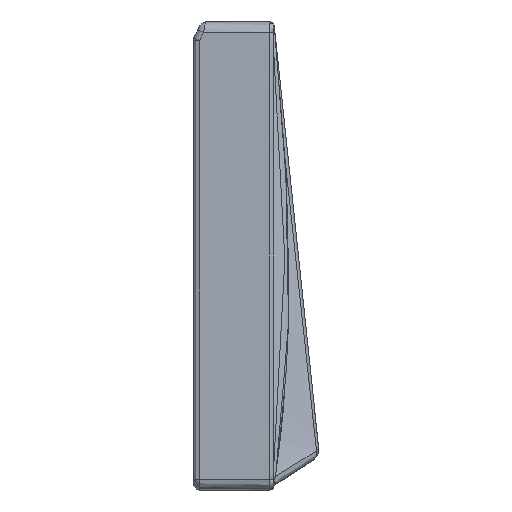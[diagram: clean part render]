
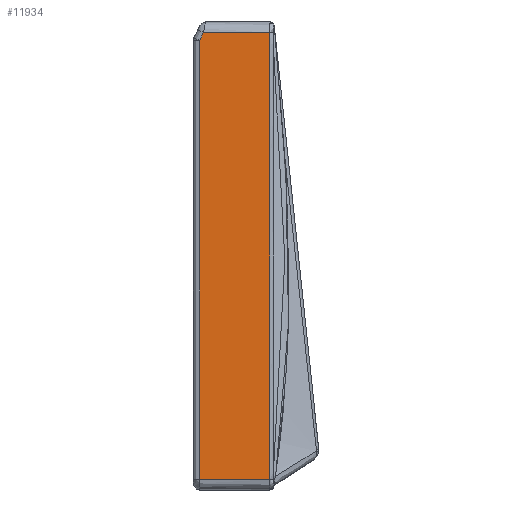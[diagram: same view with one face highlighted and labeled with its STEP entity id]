
A CAD part, left-side view. The second image highlights one B-rep face of the part: STEP entity #11934.
In plain terms, the highlighted planar face has unit normal (-1, 0, 0).
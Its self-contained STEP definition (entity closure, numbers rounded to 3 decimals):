
#274=PLANE('',#12654);
#1052=FACE_OUTER_BOUND('',#1760,.T.);
#1760=EDGE_LOOP('',(#10051,#10052,#10053,#10054,#10055));
#3236=LINE('',#30447,#4050);
#3409=LINE('',#32079,#4223);
#3420=LINE('',#32137,#4234);
#3422=LINE('',#32151,#4236);
#3538=LINE('',#32685,#4352);
#4050=VECTOR('',#13862,1000.);
#4223=VECTOR('',#14303,1.5);
#4234=VECTOR('',#14344,10.);
#4236=VECTOR('',#14350,1000.);
#4352=VECTOR('',#14600,10.);
#5239=VERTEX_POINT('',#30437);
#5240=VERTEX_POINT('',#30446);
#5431=VERTEX_POINT('',#32026);
#5438=VERTEX_POINT('',#32075);
#5452=VERTEX_POINT('',#32150);
#6703=EDGE_CURVE('',#5240,#5239,#3236,.T.);
#7039=EDGE_CURVE('',#5438,#5431,#3409,.T.);
#7061=EDGE_CURVE('',#5240,#5438,#3420,.T.);
#7063=EDGE_CURVE('',#5452,#5431,#3422,.T.);
#7234=EDGE_CURVE('',#5239,#5452,#3538,.T.);
#10051=ORIENTED_EDGE('',*,*,#7061,.F.);
#10052=ORIENTED_EDGE('',*,*,#6703,.T.);
#10053=ORIENTED_EDGE('',*,*,#7234,.T.);
#10054=ORIENTED_EDGE('',*,*,#7063,.T.);
#10055=ORIENTED_EDGE('',*,*,#7039,.F.);
#11934=ADVANCED_FACE('',(#1052),#274,.F.);
#12654=AXIS2_PLACEMENT_3D('',#32684,#14598,#14599);
#13862=DIRECTION('',(0.,-1.,0.));
#14303=DIRECTION('',(0.,-0.447,0.894));
#14344=DIRECTION('',(0.,0.,1.));
#14350=DIRECTION('',(0.,1.,0.));
#14598=DIRECTION('center_axis',(1.,0.,0.));
#14599=DIRECTION('ref_axis',(0.,0.,-1.));
#14600=DIRECTION('',(0.,0.,1.));
#30437=CARTESIAN_POINT('',(-147.85,31.,-52.6));
#30446=CARTESIAN_POINT('',(-147.85,47.5,-52.6));
#30447=CARTESIAN_POINT('',(-147.85,49.,-52.6));
#32026=CARTESIAN_POINT('',(-147.85,46.573,52.6));
#32075=CARTESIAN_POINT('',(-147.85,47.5,50.746));
#32079=CARTESIAN_POINT('',(-147.85,90.138,-34.531));
#32137=CARTESIAN_POINT('',(-147.85,47.5,-27.55));
#32150=CARTESIAN_POINT('',(-147.85,31.,52.6));
#32151=CARTESIAN_POINT('',(-147.85,49.,52.6));
#32684=CARTESIAN_POINT('Origin',(-147.85,49.,-55.1));
#32685=CARTESIAN_POINT('',(-147.85,31.,-52.6));
